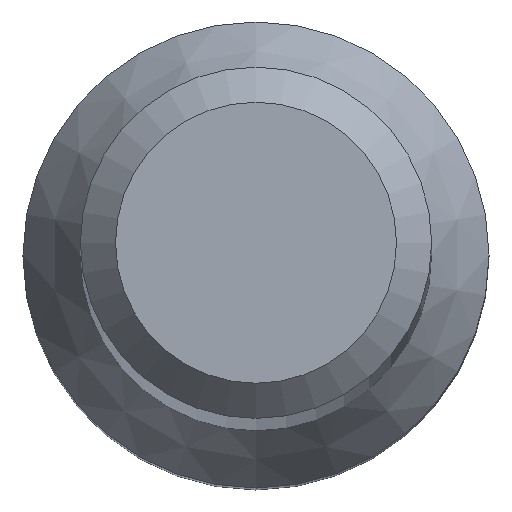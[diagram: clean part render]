
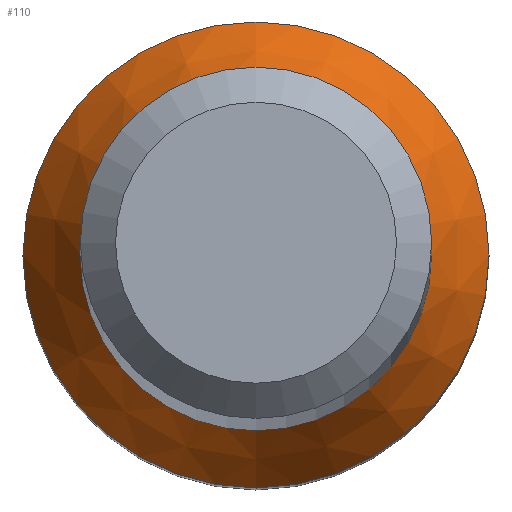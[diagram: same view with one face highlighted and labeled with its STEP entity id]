
A CAD part, top view. The second image highlights one B-rep face of the part: STEP entity #110.
In plain terms, the highlighted conical face has half-angle 30 degrees and reference radius 1.99 mm.
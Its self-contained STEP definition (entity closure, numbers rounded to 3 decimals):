
#16 = CONICAL_SURFACE ( 'NONE', #34, 1.99, 0.524 ) ;
#23 = CARTESIAN_POINT ( 'NONE',  ( 0., 1.99, 10. ) ) ;
#34 = AXIS2_PLACEMENT_3D ( 'NONE', #204, #37, #252 ) ;
#37 = DIRECTION ( 'NONE',  ( 0., 0., -1. ) ) ;
#45 = DIRECTION ( 'NONE',  ( 0., 1., 0. ) ) ;
#73 = CARTESIAN_POINT ( 'NONE',  ( 0., 0., 10. ) ) ;
#80 = EDGE_CURVE ( 'NONE', #292, #292, #89, .T. ) ;
#89 = CIRCLE ( 'NONE', #286, 1.99 ) ;
#96 = CARTESIAN_POINT ( 'NONE',  ( 0., 1.5, 10.849 ) ) ;
#98 = VERTEX_POINT ( 'NONE', #96 ) ;
#110 = ADVANCED_FACE ( 'NONE', ( #224, #260 ), #16, .T. ) ;
#111 = DIRECTION ( 'NONE',  ( 0., 0., -1. ) ) ;
#129 = AXIS2_PLACEMENT_3D ( 'NONE', #143, #145, #45 ) ;
#143 = CARTESIAN_POINT ( 'NONE',  ( 0., 0., 10.849 ) ) ;
#145 = DIRECTION ( 'NONE',  ( 0., 0., -1. ) ) ;
#168 = DIRECTION ( 'NONE',  ( 0., 1., 0. ) ) ;
#186 = EDGE_LOOP ( 'NONE', ( #273 ) ) ;
#189 = EDGE_LOOP ( 'NONE', ( #240 ) ) ;
#204 = CARTESIAN_POINT ( 'NONE',  ( 0., 0., 10. ) ) ;
#219 = EDGE_CURVE ( 'NONE', #98, #98, #302, .T. ) ;
#224 = FACE_BOUND ( 'NONE', #189, .T. ) ;
#240 = ORIENTED_EDGE ( 'NONE', *, *, #219, .T. ) ;
#252 = DIRECTION ( 'NONE',  ( 0., 1., 0. ) ) ;
#260 = FACE_OUTER_BOUND ( 'NONE', #186, .T. ) ;
#273 = ORIENTED_EDGE ( 'NONE', *, *, #80, .F. ) ;
#286 = AXIS2_PLACEMENT_3D ( 'NONE', #73, #111, #168 ) ;
#292 = VERTEX_POINT ( 'NONE', #23 ) ;
#302 = CIRCLE ( 'NONE', #129, 1.5 ) ;
